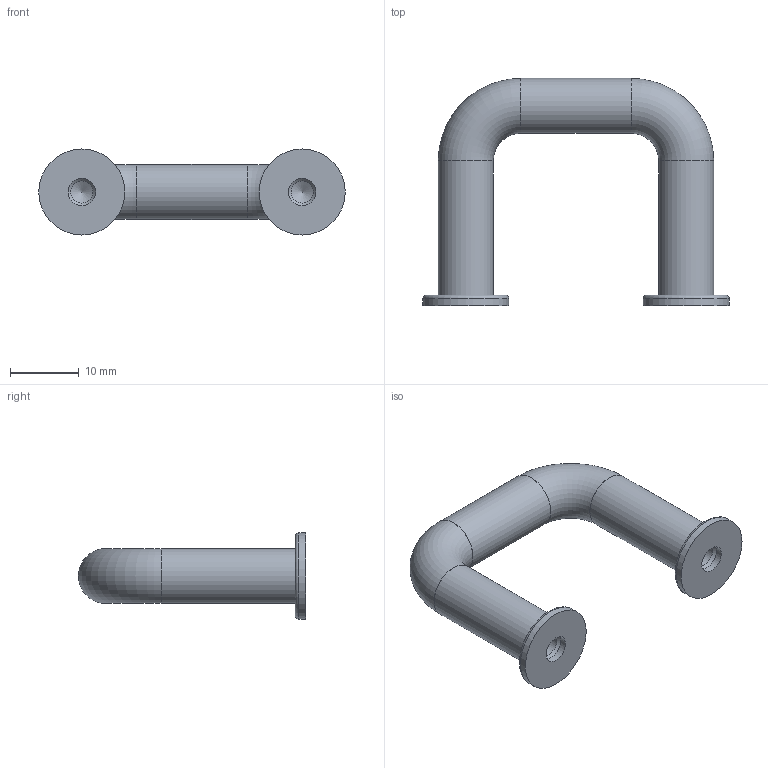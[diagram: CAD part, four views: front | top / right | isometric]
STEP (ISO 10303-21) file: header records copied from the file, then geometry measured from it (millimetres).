
FILE_DESCRIPTION( ( 'STEP AP214' ), '1' );
FILE_NAME( 'K0214.03204.stp', '2020-11-26T12:05:12', ( '' ), ( '' ), ' ', 'PARTsolutions', ' ' );
FILE_SCHEMA( ( 'AUTOMOTIVE_DESIGN { 1 0 10303 214 1 1 1 1 }' ) );
Length unit declared in the file: millimetre
Products named in the file (1): _K0214.03204
Bounding box: 44.5 x 33 x 12.5 mm (x, y, z)
Volume: 4195.3 mm3; surface area: 2723.5 mm2
Topology: 1 solids, 1 shells, 25 faces, 44 edges, 27 vertices
Faces by surface type: cylinder 9, plane 8, cone 4, torus 4
Full cylindrical faces by diameter (mm): 3.242 x2, 4 x2, 8 x3, 12.5 x2
Entity records: 718 total; most frequent: DIRECTION 100, CARTESIAN_POINT 76, AXIS2_PLACEMENT_3D 50, EDGE_LOOP 48, ORIENTED_EDGE 48, FACE_OUTER_BOUND 38, VERTEX_POINT 26, STYLED_ITEM 25
